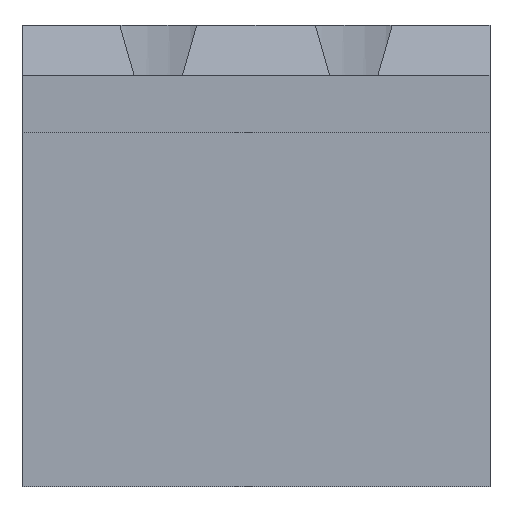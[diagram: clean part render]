
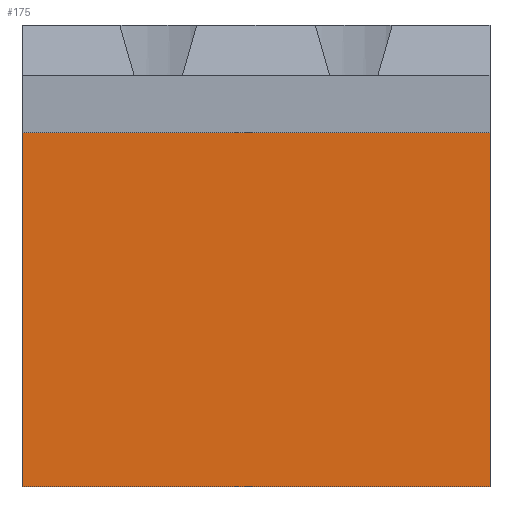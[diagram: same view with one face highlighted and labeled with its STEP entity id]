
A CAD part, front view. The second image highlights one B-rep face of the part: STEP entity #175.
In plain terms, the highlighted planar face has unit normal (0, -1, 0).
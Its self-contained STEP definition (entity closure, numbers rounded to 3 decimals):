
#175=ADVANCED_FACE('',(#451),#452,.T.);
#451=FACE_OUTER_BOUND('',#833,.T.);
#452=PLANE('',#834);
#833=EDGE_LOOP('',(#1292,#1293,#1294,#1295));
#834=AXIS2_PLACEMENT_3D('',#1296,#1297,#1298);
#1292=ORIENTED_EDGE('',*,*,#2358,.F.);
#1293=ORIENTED_EDGE('',*,*,#2369,.F.);
#1294=ORIENTED_EDGE('',*,*,#2349,.T.);
#1295=ORIENTED_EDGE('',*,*,#2367,.T.);
#1296=CARTESIAN_POINT('',(6.08,-4.05,-6.0));
#1297=DIRECTION('',(0.0,-1.0,0.0));
#1298=DIRECTION('',(0.0,0.0,-1.0));
#2349=EDGE_CURVE('',#2836,#2834,#2837,.T.);
#2358=EDGE_CURVE('',#2851,#2853,#2854,.T.);
#2367=EDGE_CURVE('',#2834,#2853,#2865,.T.);
#2369=EDGE_CURVE('',#2836,#2851,#2867,.T.);
#2834=VERTEX_POINT('',#3521);
#2836=VERTEX_POINT('',#3524);
#2837=LINE('',#3525,#3526);
#2851=VERTEX_POINT('',#3546);
#2853=VERTEX_POINT('',#3549);
#2854=LINE('',#3550,#3551);
#2865=LINE('',#3568,#3569);
#2867=LINE('',#3571,#3572);
#3521=CARTESIAN_POINT('',(6.08,-4.05,3.2));
#3524=CARTESIAN_POINT('',(6.08,-4.05,-6.0));
#3525=CARTESIAN_POINT('',(6.08,-4.05,-6.0));
#3526=VECTOR('',#4394,1000.0);
#3546=CARTESIAN_POINT('',(-6.08,-4.05,-6.0));
#3549=CARTESIAN_POINT('',(-6.08,-4.05,3.2));
#3550=CARTESIAN_POINT('',(-6.08,-4.05,-6.0));
#3551=VECTOR('',#4402,1000.0);
#3568=CARTESIAN_POINT('',(6.08,-4.05,3.2));
#3569=VECTOR('',#4409,1000.0);
#3571=CARTESIAN_POINT('',(6.08,-4.05,-6.0));
#3572=VECTOR('',#4410,1000.0);
#4394=DIRECTION('',(0.0,0.0,1.0));
#4402=DIRECTION('',(0.0,0.0,1.0));
#4409=DIRECTION('',(-1.0,0.0,0.0));
#4410=DIRECTION('',(-1.0,0.0,0.0));
